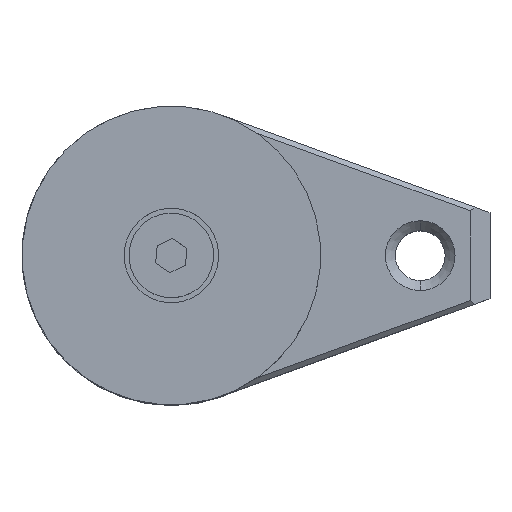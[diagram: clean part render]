
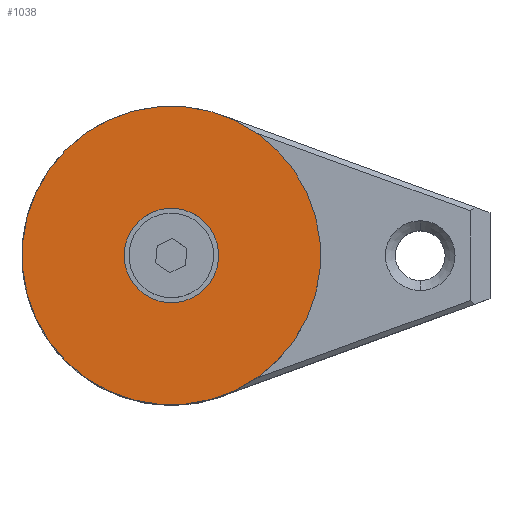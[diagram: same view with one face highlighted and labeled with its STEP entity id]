
A CAD part, top view. The second image highlights one B-rep face of the part: STEP entity #1038.
In plain terms, the highlighted planar face has unit normal (0, 0, 1).
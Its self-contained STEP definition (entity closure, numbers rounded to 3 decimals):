
#40 = PLANE ( 'NONE',  #480 ) ;
#58 = CARTESIAN_POINT ( 'NONE',  ( 0., 0., 10. ) ) ;
#117 = CARTESIAN_POINT ( 'NONE',  ( 0., 4.75, 10. ) ) ;
#162 = EDGE_CURVE ( 'NONE', #1466, #467, #2132, .T. ) ;
#223 = VERTEX_POINT ( 'NONE', #117 ) ;
#261 = CARTESIAN_POINT ( 'NONE',  ( 0., -15., 10. ) ) ;
#268 = CARTESIAN_POINT ( 'NONE',  ( 0., 0., 10. ) ) ;
#290 = AXIS2_PLACEMENT_3D ( 'NONE', #2404, #3450, #3465 ) ;
#300 = EDGE_LOOP ( 'NONE', ( #692, #3119 ) ) ;
#467 = VERTEX_POINT ( 'NONE', #261 ) ;
#480 = AXIS2_PLACEMENT_3D ( 'NONE', #58, #1185, #2584 ) ;
#555 = AXIS2_PLACEMENT_3D ( 'NONE', #268, #1403, #2856 ) ;
#591 = FACE_OUTER_BOUND ( 'NONE', #1946, .T. ) ;
#692 = ORIENTED_EDGE ( 'NONE', *, *, #3098, .F. ) ;
#861 = CARTESIAN_POINT ( 'NONE',  ( 0., 0., 10. ) ) ;
#944 = AXIS2_PLACEMENT_3D ( 'NONE', #1394, #2517, #982 ) ;
#982 = DIRECTION ( 'NONE',  ( 0., -1., 0. ) ) ;
#1038 = ADVANCED_FACE ( 'NONE', ( #2858, #591 ), #40, .T. ) ;
#1087 = EDGE_CURVE ( 'NONE', #223, #2633, #3009, .T. ) ;
#1088 = CIRCLE ( 'NONE', #555, 4.75 ) ;
#1185 = DIRECTION ( 'NONE',  ( 0., 0., 1. ) ) ;
#1394 = CARTESIAN_POINT ( 'NONE',  ( 0., 0., 10. ) ) ;
#1398 = EDGE_CURVE ( 'NONE', #467, #1466, #2886, .T. ) ;
#1403 = DIRECTION ( 'NONE',  ( 0., 0., 1. ) ) ;
#1435 = ORIENTED_EDGE ( 'NONE', *, *, #1398, .T. ) ;
#1466 = VERTEX_POINT ( 'NONE', #2377 ) ;
#1633 = CARTESIAN_POINT ( 'NONE',  ( 0., -4.75, 10. ) ) ;
#1775 = AXIS2_PLACEMENT_3D ( 'NONE', #861, #1996, #2011 ) ;
#1946 = EDGE_LOOP ( 'NONE', ( #2021, #1435 ) ) ;
#1996 = DIRECTION ( 'NONE',  ( 0., 0., 1. ) ) ;
#2011 = DIRECTION ( 'NONE',  ( 0., -1., 0. ) ) ;
#2021 = ORIENTED_EDGE ( 'NONE', *, *, #162, .T. ) ;
#2132 = CIRCLE ( 'NONE', #290, 15. ) ;
#2377 = CARTESIAN_POINT ( 'NONE',  ( 0., 15., 10. ) ) ;
#2404 = CARTESIAN_POINT ( 'NONE',  ( 0., 0., 10. ) ) ;
#2517 = DIRECTION ( 'NONE',  ( 0., 0., 1. ) ) ;
#2584 = DIRECTION ( 'NONE',  ( 0., -1., 0. ) ) ;
#2633 = VERTEX_POINT ( 'NONE', #1633 ) ;
#2856 = DIRECTION ( 'NONE',  ( 0., -1., 0. ) ) ;
#2858 = FACE_BOUND ( 'NONE', #300, .T. ) ;
#2886 = CIRCLE ( 'NONE', #944, 15. ) ;
#3009 = CIRCLE ( 'NONE', #1775, 4.75 ) ;
#3098 = EDGE_CURVE ( 'NONE', #2633, #223, #1088, .T. ) ;
#3119 = ORIENTED_EDGE ( 'NONE', *, *, #1087, .F. ) ;
#3450 = DIRECTION ( 'NONE',  ( 0., 0., 1. ) ) ;
#3465 = DIRECTION ( 'NONE',  ( 0., -1., 0. ) ) ;
